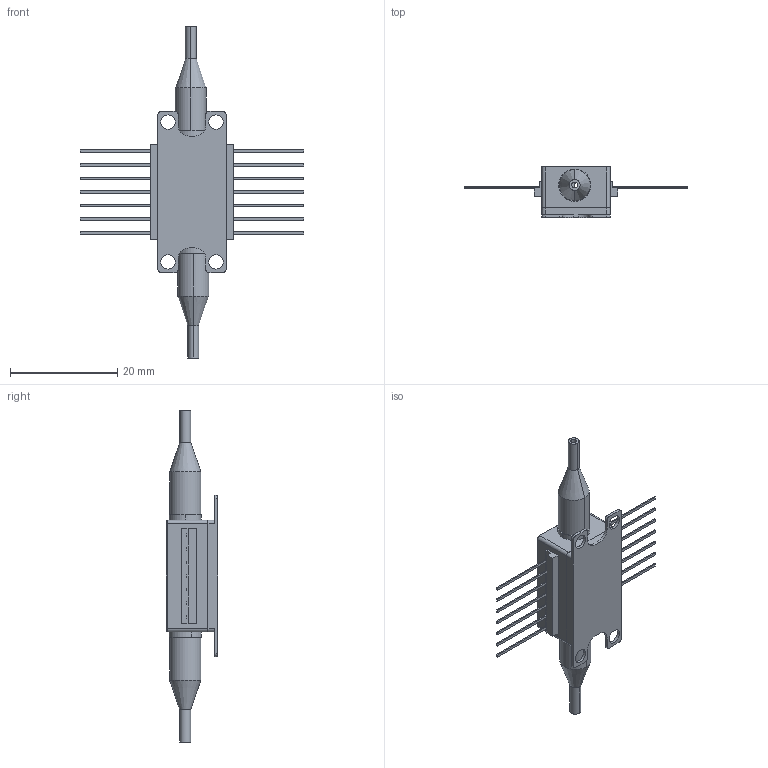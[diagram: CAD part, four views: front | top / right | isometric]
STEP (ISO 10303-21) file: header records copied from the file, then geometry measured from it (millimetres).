
FILE_DESCRIPTION (( 'STEP AP214' ), '1' );
FILE_NAME ('QTN042298-E0W.STEP', '2020-08-05T20:07:20', ( '' ), ( '' ), 'SwSTEP 2.0', 'SolidWorks 2018', '' );
FILE_SCHEMA (( 'AUTOMOTIVE_DESIGN' ));
Length unit declared in the file: inch
Products named in the file (1): QTN042298-E0W
Bounding box: 41.6 x 9.5 x 61.8 mm (x, y, z)
Surface area: 2666.3 mm2 (no closed solid volume)
Topology: 0 solids, 26 shells, 344 faces, 1293 edges, 928 vertices
Faces by surface type: plane 241, cylinder 51, bspline 48, cone 4
Entity records: 20280 total; most frequent: CARTESIAN_POINT 5631, ORIENTED_EDGE 1984, DIRECTION 1787, EDGE_CURVE 1293, LINE 937, VECTOR 937, VERTEX_POINT 928, AXIS2_PLACEMENT_3D 425
